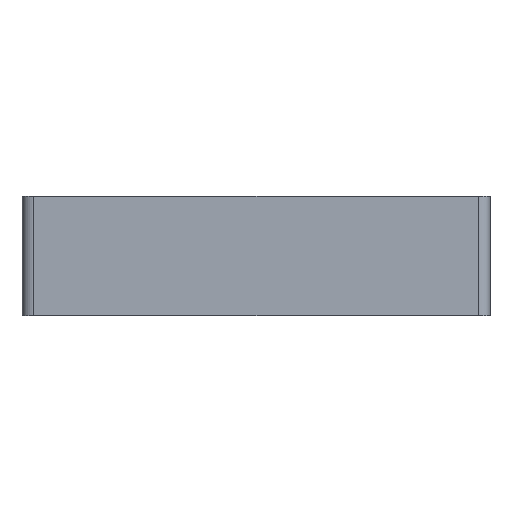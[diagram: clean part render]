
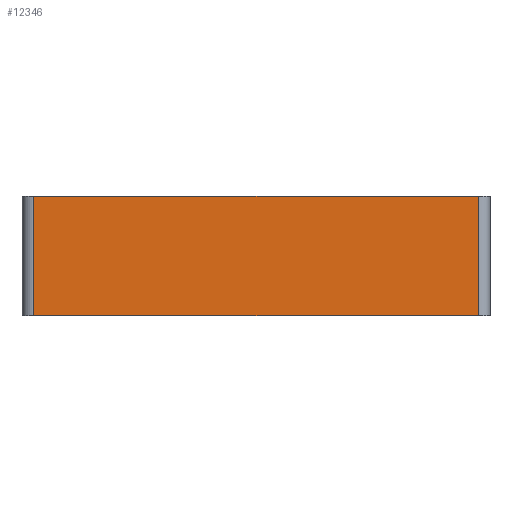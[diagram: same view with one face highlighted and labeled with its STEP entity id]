
A CAD part, left-side view. The second image highlights one B-rep face of the part: STEP entity #12346.
In plain terms, the highlighted planar face has unit normal (-1, 0, 0).
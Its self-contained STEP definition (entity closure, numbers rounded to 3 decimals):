
#43 = PLANE('',#44);
#44 = AXIS2_PLACEMENT_3D('',#45,#46,#47);
#45 = CARTESIAN_POINT('',(0.,0.,0.));
#46 = DIRECTION('',(0.,0.,1.));
#47 = DIRECTION('',(1.,0.,0.));
#1397 = PLANE('',#1398);
#1398 = AXIS2_PLACEMENT_3D('',#1399,#1400,#1401);
#1399 = CARTESIAN_POINT('',(0.,0.,-50.));
#1400 = DIRECTION('',(0.,0.,-1.));
#1401 = DIRECTION('',(-1.,0.,0.));
#4596 = CYLINDRICAL_SURFACE('',#4597,5.);
#4597 = AXIS2_PLACEMENT_3D('',#4598,#4599,#4600);
#4598 = CARTESIAN_POINT('',(-93.,93.,-50.));
#4599 = DIRECTION('',(0.,0.,1.));
#4600 = DIRECTION('',(0.,1.,0.));
#4832 = VERTEX_POINT('',#4833);
#4833 = CARTESIAN_POINT('',(-98.,-93.,-50.));
#4848 = CYLINDRICAL_SURFACE('',#4849,5.);
#4849 = AXIS2_PLACEMENT_3D('',#4850,#4851,#4852);
#4850 = CARTESIAN_POINT('',(-93.,-93.,-50.));
#4851 = DIRECTION('',(0.,0.,1.));
#4852 = DIRECTION('',(-0.,-1.,-0.));
#4860 = EDGE_CURVE('',#4861,#4832,#4863,.T.);
#4861 = VERTEX_POINT('',#4862);
#4862 = CARTESIAN_POINT('',(-98.,93.,-50.));
#4863 = SURFACE_CURVE('',#4864,(#4868,#4875),.PCURVE_S1.);
#4864 = LINE('',#4865,#4866);
#4865 = CARTESIAN_POINT('',(-98.,-90.,-50.));
#4866 = VECTOR('',#4867,1.);
#4867 = DIRECTION('',(-0.,-1.,-0.));
#4868 = PCURVE('',#1397,#4869);
#4869 = DEFINITIONAL_REPRESENTATION('',(#4870),#4874);
#4870 = LINE('',#4871,#4872);
#4871 = CARTESIAN_POINT('',(98.,-90.));
#4872 = VECTOR('',#4873,1.);
#4873 = DIRECTION('',(0.,-1.));
#4874 = ( GEOMETRIC_REPRESENTATION_CONTEXT(2) 
PARAMETRIC_REPRESENTATION_CONTEXT() REPRESENTATION_CONTEXT('2D SPACE',''
  ) );
#4875 = PCURVE('',#4876,#4881);
#4876 = PLANE('',#4877);
#4877 = AXIS2_PLACEMENT_3D('',#4878,#4879,#4880);
#4878 = CARTESIAN_POINT('',(-98.,0.,-25.));
#4879 = DIRECTION('',(-1.,-0.,-0.));
#4880 = DIRECTION('',(0.,0.,-1.));
#4881 = DEFINITIONAL_REPRESENTATION('',(#4882),#4886);
#4882 = LINE('',#4883,#4884);
#4883 = CARTESIAN_POINT('',(25.,90.));
#4884 = VECTOR('',#4885,1.);
#4885 = DIRECTION('',(0.,1.));
#4886 = ( GEOMETRIC_REPRESENTATION_CONTEXT(2) 
PARAMETRIC_REPRESENTATION_CONTEXT() REPRESENTATION_CONTEXT('2D SPACE',''
  ) );
#11765 = EDGE_CURVE('',#4861,#11766,#11768,.T.);
#11766 = VERTEX_POINT('',#11767);
#11767 = CARTESIAN_POINT('',(-98.,93.,0.));
#11768 = SURFACE_CURVE('',#11769,(#11773,#11780),.PCURVE_S1.);
#11769 = LINE('',#11770,#11771);
#11770 = CARTESIAN_POINT('',(-98.,93.,-50.));
#11771 = VECTOR('',#11772,1.);
#11772 = DIRECTION('',(0.,0.,1.));
#11773 = PCURVE('',#4596,#11774);
#11774 = DEFINITIONAL_REPRESENTATION('',(#11775),#11779);
#11775 = LINE('',#11776,#11777);
#11776 = CARTESIAN_POINT('',(1.571,0.));
#11777 = VECTOR('',#11778,1.);
#11778 = DIRECTION('',(0.,1.));
#11779 = ( GEOMETRIC_REPRESENTATION_CONTEXT(2) 
PARAMETRIC_REPRESENTATION_CONTEXT() REPRESENTATION_CONTEXT('2D SPACE',''
  ) );
#11780 = PCURVE('',#4876,#11781);
#11781 = DEFINITIONAL_REPRESENTATION('',(#11782),#11786);
#11782 = LINE('',#11783,#11784);
#11783 = CARTESIAN_POINT('',(25.,-93.));
#11784 = VECTOR('',#11785,1.);
#11785 = DIRECTION('',(-1.,0.));
#11786 = ( GEOMETRIC_REPRESENTATION_CONTEXT(2) 
PARAMETRIC_REPRESENTATION_CONTEXT() REPRESENTATION_CONTEXT('2D SPACE',''
  ) );
#12297 = EDGE_CURVE('',#4832,#12298,#12300,.T.);
#12298 = VERTEX_POINT('',#12299);
#12299 = CARTESIAN_POINT('',(-98.,-93.,0.));
#12300 = SURFACE_CURVE('',#12301,(#12305,#12312),.PCURVE_S1.);
#12301 = LINE('',#12302,#12303);
#12302 = CARTESIAN_POINT('',(-98.,-93.,-50.));
#12303 = VECTOR('',#12304,1.);
#12304 = DIRECTION('',(0.,0.,1.));
#12305 = PCURVE('',#4848,#12306);
#12306 = DEFINITIONAL_REPRESENTATION('',(#12307),#12311);
#12307 = LINE('',#12308,#12309);
#12308 = CARTESIAN_POINT('',(-1.571,0.));
#12309 = VECTOR('',#12310,1.);
#12310 = DIRECTION('',(-0.,1.));
#12311 = ( GEOMETRIC_REPRESENTATION_CONTEXT(2) 
PARAMETRIC_REPRESENTATION_CONTEXT() REPRESENTATION_CONTEXT('2D SPACE',''
  ) );
#12312 = PCURVE('',#4876,#12313);
#12313 = DEFINITIONAL_REPRESENTATION('',(#12314),#12318);
#12314 = LINE('',#12315,#12316);
#12315 = CARTESIAN_POINT('',(25.,93.));
#12316 = VECTOR('',#12317,1.);
#12317 = DIRECTION('',(-1.,0.));
#12318 = ( GEOMETRIC_REPRESENTATION_CONTEXT(2) 
PARAMETRIC_REPRESENTATION_CONTEXT() REPRESENTATION_CONTEXT('2D SPACE',''
  ) );
#12346 = ADVANCED_FACE('',(#12347),#4876,.T.);
#12347 = FACE_BOUND('',#12348,.T.);
#12348 = EDGE_LOOP('',(#12349,#12370,#12371,#12372));
#12349 = ORIENTED_EDGE('',*,*,#12350,.T.);
#12350 = EDGE_CURVE('',#12298,#11766,#12351,.T.);
#12351 = SURFACE_CURVE('',#12352,(#12356,#12363),.PCURVE_S1.);
#12352 = LINE('',#12353,#12354);
#12353 = CARTESIAN_POINT('',(-98.,0.,0.));
#12354 = VECTOR('',#12355,1.);
#12355 = DIRECTION('',(0.,1.,0.));
#12356 = PCURVE('',#4876,#12357);
#12357 = DEFINITIONAL_REPRESENTATION('',(#12358),#12362);
#12358 = LINE('',#12359,#12360);
#12359 = CARTESIAN_POINT('',(-25.,0.));
#12360 = VECTOR('',#12361,1.);
#12361 = DIRECTION('',(0.,-1.));
#12362 = ( GEOMETRIC_REPRESENTATION_CONTEXT(2) 
PARAMETRIC_REPRESENTATION_CONTEXT() REPRESENTATION_CONTEXT('2D SPACE',''
  ) );
#12363 = PCURVE('',#43,#12364);
#12364 = DEFINITIONAL_REPRESENTATION('',(#12365),#12369);
#12365 = LINE('',#12366,#12367);
#12366 = CARTESIAN_POINT('',(-98.,0.));
#12367 = VECTOR('',#12368,1.);
#12368 = DIRECTION('',(0.,1.));
#12369 = ( GEOMETRIC_REPRESENTATION_CONTEXT(2) 
PARAMETRIC_REPRESENTATION_CONTEXT() REPRESENTATION_CONTEXT('2D SPACE',''
  ) );
#12370 = ORIENTED_EDGE('',*,*,#11765,.F.);
#12371 = ORIENTED_EDGE('',*,*,#4860,.T.);
#12372 = ORIENTED_EDGE('',*,*,#12297,.T.);
